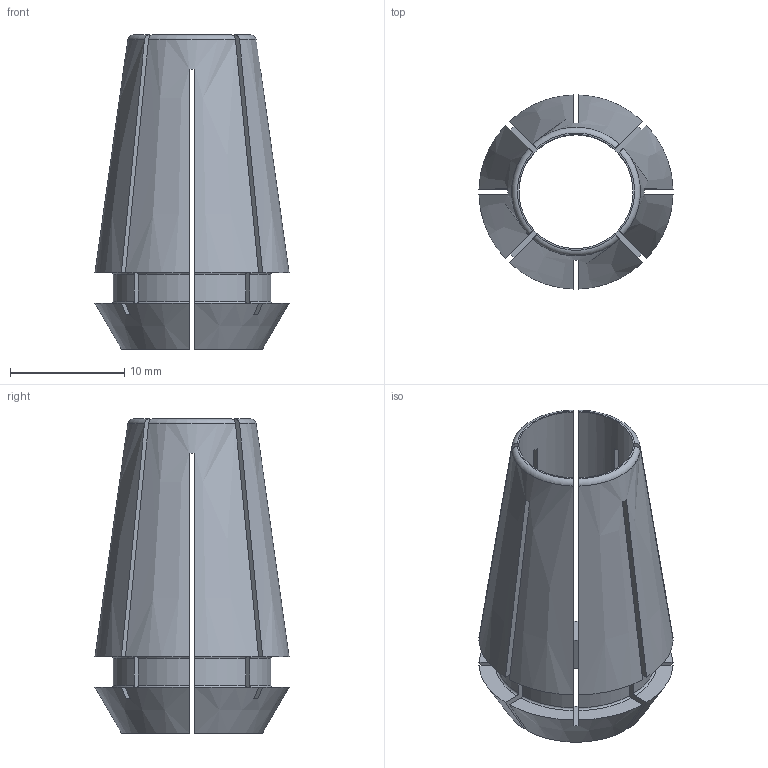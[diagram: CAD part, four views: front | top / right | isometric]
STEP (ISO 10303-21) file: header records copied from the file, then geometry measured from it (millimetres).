
FILE_DESCRIPTION(/* description */ (''),/* implementation_level */ '2;1');
FILE_NAME(/* name */ '16ER100M_GTM.stp',/* time_stamp */ '2019-06-14T13:51:11-04:00',/* author */ (''),/* organization */ (''),/* preprocessor_version */ 'ST-DEVELOPER v16.7',/* originating_system */ 'SIEMENS PLM Software NX 12.0',/* authorisation */ '');
FILE_SCHEMA (('AUTOMOTIVE_DESIGN { 1 0 10303 214 3 1 1 1 }'));
Length unit declared in the file: millimetre
Products named in the file (1): 16ER100M_GTM
Bounding box: 16.99 x 16.99 x 27.5 mm (x, y, z)
Volume: 1994.2 mm3; surface area: 2961.8 mm2
Topology: 1 solids, 1 shells, 93 faces, 278 edges, 187 vertices
Faces by surface type: plane 48, torus 20, cylinder 17, cone 8
Full cylindrical faces by diameter (mm): 10 x1
Entity records: 3803 total; most frequent: CARTESIAN_POINT 1287, ORIENTED_EDGE 552, DIRECTION 490, EDGE_CURVE 276, AXIS2_PLACEMENT_3D 189, VERTEX_POINT 184, LINE 112, VECTOR 112
